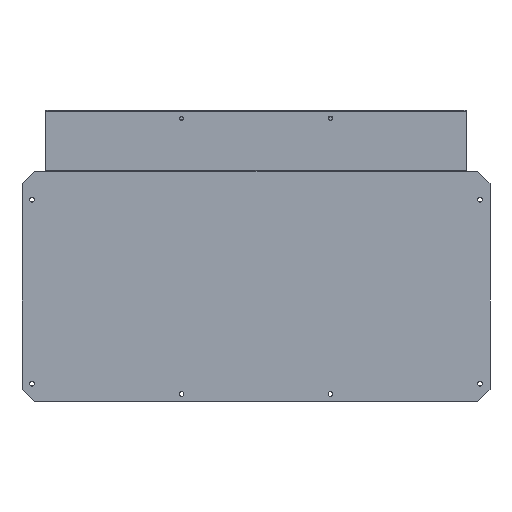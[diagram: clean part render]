
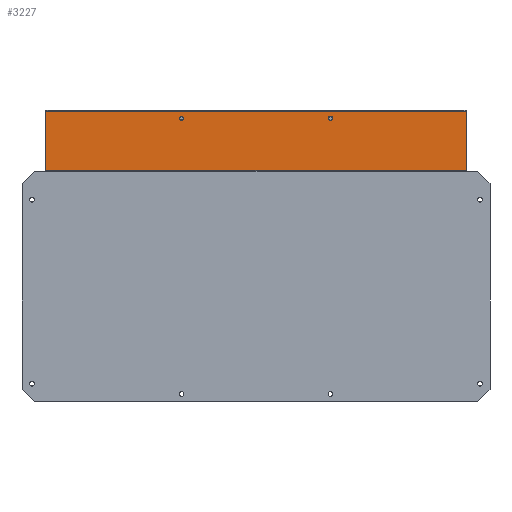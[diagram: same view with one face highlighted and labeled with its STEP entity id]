
A CAD part, front view. The second image highlights one B-rep face of the part: STEP entity #3227.
In plain terms, the highlighted planar face has unit normal (0, -1, 0).
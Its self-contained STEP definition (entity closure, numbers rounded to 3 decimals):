
#9 = EDGE_CURVE ( 'NONE', #2237, #368, #2903, .T. ) ;
#23 = EDGE_CURVE ( 'NONE', #1491, #982, #2107, .T. ) ;
#166 = ORIENTED_EDGE ( 'NONE', *, *, #2500, .T. ) ;
#199 = DIRECTION ( 'NONE',  ( 0., 0., -1. ) ) ;
#299 = ORIENTED_EDGE ( 'NONE', *, *, #3189, .T. ) ;
#301 = EDGE_CURVE ( 'NONE', #1592, #3368, #2293, .T. ) ;
#319 = CIRCLE ( 'NONE', #2197, 3. ) ;
#355 = FACE_OUTER_BOUND ( 'NONE', #2194, .T. ) ;
#368 = VERTEX_POINT ( 'NONE', #2369 ) ;
#376 = DIRECTION ( 'NONE',  ( 0., 0., 1. ) ) ;
#377 = EDGE_CURVE ( 'NONE', #1405, #2942, #2792, .T. ) ;
#447 = ORIENTED_EDGE ( 'NONE', *, *, #767, .F. ) ;
#449 = EDGE_CURVE ( 'NONE', #2512, #1491, #1613, .T. ) ;
#462 = DIRECTION ( 'NONE',  ( 0., 0., 1. ) ) ;
#483 = CARTESIAN_POINT ( 'NONE',  ( -304.75, 152.5, 0.293 ) ) ;
#511 = AXIS2_PLACEMENT_3D ( 'NONE', #2697, #3447, #1068 ) ;
#551 = DIRECTION ( 'NONE',  ( 0., 0., 1. ) ) ;
#579 = CARTESIAN_POINT ( 'NONE',  ( -304.75, 152.5, 88. ) ) ;
#645 = CARTESIAN_POINT ( 'NONE',  ( 0., 152.5, 0.293 ) ) ;
#731 = DIRECTION ( 'NONE',  ( 0., -1., 0. ) ) ;
#767 = EDGE_CURVE ( 'NONE', #3019, #1383, #2924, .T. ) ;
#786 = EDGE_CURVE ( 'NONE', #1383, #3019, #319, .T. ) ;
#836 = DIRECTION ( 'NONE',  ( 0., 0., 1. ) ) ;
#857 = CARTESIAN_POINT ( 'NONE',  ( 111., 152.5, 77.995 ) ) ;
#925 = FACE_BOUND ( 'NONE', #2036, .T. ) ;
#926 = VECTOR ( 'NONE', #551, 1000. ) ;
#982 = VERTEX_POINT ( 'NONE', #579 ) ;
#1068 = DIRECTION ( 'NONE',  ( 0., 0., 1. ) ) ;
#1075 = ORIENTED_EDGE ( 'NONE', *, *, #3376, .T. ) ;
#1107 = LINE ( 'NONE', #2196, #3475 ) ;
#1152 = LINE ( 'NONE', #1951, #1602 ) ;
#1186 = CARTESIAN_POINT ( 'NONE',  ( 0., 152.5, 88. ) ) ;
#1211 = CARTESIAN_POINT ( 'NONE',  ( 0., 152.5, 3. ) ) ;
#1218 = CARTESIAN_POINT ( 'NONE',  ( 108., 152.5, 78. ) ) ;
#1308 = CARTESIAN_POINT ( 'NONE',  ( 304.75, 152.5, 87. ) ) ;
#1331 = CARTESIAN_POINT ( 'NONE',  ( -105.247, 152.5, 76.809 ) ) ;
#1334 = CARTESIAN_POINT ( 'NONE',  ( 304.75, 152.5, 87. ) ) ;
#1383 = VERTEX_POINT ( 'NONE', #1556 ) ;
#1405 = VERTEX_POINT ( 'NONE', #857 ) ;
#1491 = VERTEX_POINT ( 'NONE', #2248 ) ;
#1556 = CARTESIAN_POINT ( 'NONE',  ( -110.753, 152.5, 79.191 ) ) ;
#1565 = VECTOR ( 'NONE', #1981, 1000. ) ;
#1592 = VERTEX_POINT ( 'NONE', #2337 ) ;
#1602 = VECTOR ( 'NONE', #3041, 1000. ) ;
#1613 = LINE ( 'NONE', #1308, #926 ) ;
#1719 = CARTESIAN_POINT ( 'NONE',  ( -304.75, 152.5, 3. ) ) ;
#1764 = CIRCLE ( 'NONE', #511, 3. ) ;
#1951 = CARTESIAN_POINT ( 'NONE',  ( -304.75, 152.5, 0.293 ) ) ;
#1981 = DIRECTION ( 'NONE',  ( -1., 0., 0. ) ) ;
#2007 = ORIENTED_EDGE ( 'NONE', *, *, #449, .T. ) ;
#2036 = EDGE_LOOP ( 'NONE', ( #447, #2507 ) ) ;
#2050 = CARTESIAN_POINT ( 'NONE',  ( -304.75, 152.5, 4.036 ) ) ;
#2069 = DIRECTION ( 'NONE',  ( 0., -1., 0. ) ) ;
#2074 = ORIENTED_EDGE ( 'NONE', *, *, #9, .F. ) ;
#2107 = LINE ( 'NONE', #1186, #1565 ) ;
#2126 = VECTOR ( 'NONE', #199, 1000. ) ;
#2140 = AXIS2_PLACEMENT_3D ( 'NONE', #645, #2835, #376 ) ;
#2165 = EDGE_CURVE ( 'NONE', #2942, #1405, #1764, .T. ) ;
#2175 = VERTEX_POINT ( 'NONE', #2417 ) ;
#2194 = EDGE_LOOP ( 'NONE', ( #1075, #3331, #166, #2074, #299, #2007, #2554, #3417 ) ) ;
#2196 = CARTESIAN_POINT ( 'NONE',  ( 304.75, 152.5, 0.293 ) ) ;
#2197 = AXIS2_PLACEMENT_3D ( 'NONE', #3077, #731, #462 ) ;
#2237 = VERTEX_POINT ( 'NONE', #2541 ) ;
#2248 = CARTESIAN_POINT ( 'NONE',  ( 304.75, 152.5, 88. ) ) ;
#2287 = EDGE_CURVE ( 'NONE', #2175, #982, #1152, .T. ) ;
#2289 = DIRECTION ( 'NONE',  ( 0., -1., 0. ) ) ;
#2293 = LINE ( 'NONE', #2050, #3468 ) ;
#2337 = CARTESIAN_POINT ( 'NONE',  ( -304.75, 152.5, 4.036 ) ) ;
#2369 = CARTESIAN_POINT ( 'NONE',  ( 304.75, 152.5, 3. ) ) ;
#2388 = VECTOR ( 'NONE', #3386, 1000. ) ;
#2417 = CARTESIAN_POINT ( 'NONE',  ( -304.75, 152.5, 87. ) ) ;
#2420 = LINE ( 'NONE', #483, #2690 ) ;
#2500 = EDGE_CURVE ( 'NONE', #3368, #368, #2590, .T. ) ;
#2507 = ORIENTED_EDGE ( 'NONE', *, *, #786, .F. ) ;
#2512 = VERTEX_POINT ( 'NONE', #1334 ) ;
#2541 = CARTESIAN_POINT ( 'NONE',  ( 304.75, 152.5, 4.036 ) ) ;
#2554 = ORIENTED_EDGE ( 'NONE', *, *, #23, .T. ) ;
#2562 = DIRECTION ( 'NONE',  ( 0., 0., 1. ) ) ;
#2574 = DIRECTION ( 'NONE',  ( 0., 0., 1. ) ) ;
#2587 = ORIENTED_EDGE ( 'NONE', *, *, #377, .F. ) ;
#2590 = LINE ( 'NONE', #1211, #2388 ) ;
#2649 = AXIS2_PLACEMENT_3D ( 'NONE', #2815, #2289, #2574 ) ;
#2666 = DIRECTION ( 'NONE',  ( 0., 0., -1. ) ) ;
#2690 = VECTOR ( 'NONE', #2666, 1000. ) ;
#2697 = CARTESIAN_POINT ( 'NONE',  ( 108., 152.5, 78. ) ) ;
#2792 = CIRCLE ( 'NONE', #3237, 3. ) ;
#2815 = CARTESIAN_POINT ( 'NONE',  ( -108., 152.5, 78. ) ) ;
#2821 = FACE_BOUND ( 'NONE', #3153, .T. ) ;
#2835 = DIRECTION ( 'NONE',  ( 0., 1., 0. ) ) ;
#2903 = LINE ( 'NONE', #3174, #2126 ) ;
#2924 = CIRCLE ( 'NONE', #2649, 3. ) ;
#2942 = VERTEX_POINT ( 'NONE', #2944 ) ;
#2944 = CARTESIAN_POINT ( 'NONE',  ( 105., 152.5, 78.005 ) ) ;
#3019 = VERTEX_POINT ( 'NONE', #1331 ) ;
#3041 = DIRECTION ( 'NONE',  ( 0., 0., 1. ) ) ;
#3065 = PLANE ( 'NONE',  #2140 ) ;
#3077 = CARTESIAN_POINT ( 'NONE',  ( -108., 152.5, 78. ) ) ;
#3153 = EDGE_LOOP ( 'NONE', ( #3334, #2587 ) ) ;
#3174 = CARTESIAN_POINT ( 'NONE',  ( 304.75, 152.5, 0.293 ) ) ;
#3189 = EDGE_CURVE ( 'NONE', #2237, #2512, #1107, .T. ) ;
#3227 = ADVANCED_FACE ( 'NONE', ( #925, #2821, #355 ), #3065, .F. ) ;
#3237 = AXIS2_PLACEMENT_3D ( 'NONE', #1218, #2069, #2562 ) ;
#3331 = ORIENTED_EDGE ( 'NONE', *, *, #301, .T. ) ;
#3334 = ORIENTED_EDGE ( 'NONE', *, *, #2165, .F. ) ;
#3359 = DIRECTION ( 'NONE',  ( 0., 0., -1. ) ) ;
#3368 = VERTEX_POINT ( 'NONE', #1719 ) ;
#3376 = EDGE_CURVE ( 'NONE', #2175, #1592, #2420, .T. ) ;
#3386 = DIRECTION ( 'NONE',  ( 1., 0., 0. ) ) ;
#3417 = ORIENTED_EDGE ( 'NONE', *, *, #2287, .F. ) ;
#3447 = DIRECTION ( 'NONE',  ( 0., -1., 0. ) ) ;
#3468 = VECTOR ( 'NONE', #3359, 1000. ) ;
#3475 = VECTOR ( 'NONE', #836, 1000. ) ;
